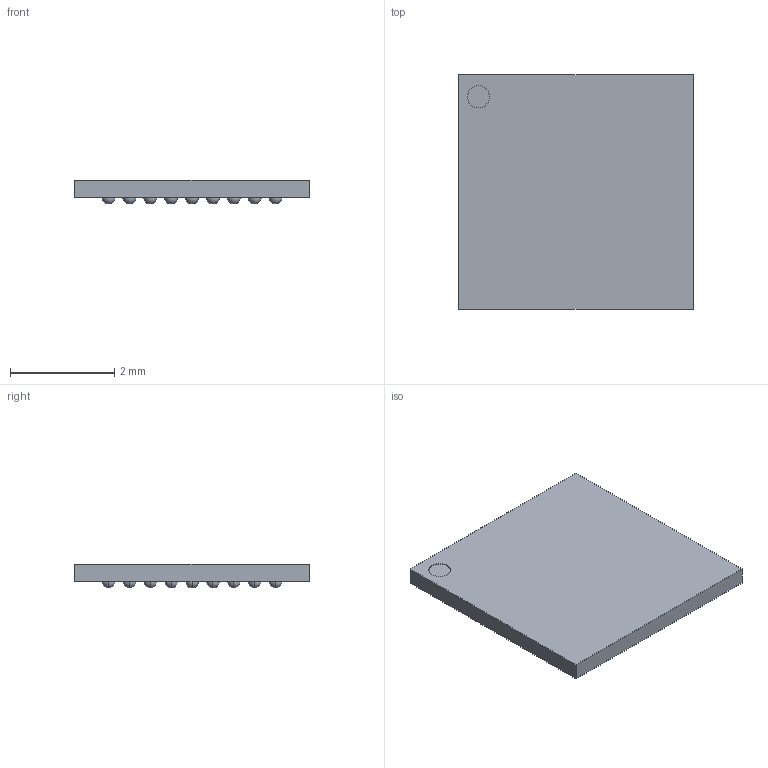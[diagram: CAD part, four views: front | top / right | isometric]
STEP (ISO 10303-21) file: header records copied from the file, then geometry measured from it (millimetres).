
FILE_DESCRIPTION (( 'STEP AP214' ), '1' );
FILE_NAME ('INTEL_WBGA81-4.5x4.5x0.46.STEP', '2021-12-17T18:48:55', ( '' ), ( '' ), 'SwSTEP 2.0', 'SolidWorks 2019', '' );
FILE_SCHEMA (( 'AUTOMOTIVE_DESIGN' ));
Length unit declared in the file: millimetre
Products named in the file (1): INTEL_WBGA81-4.5x4.5x0.46
Bounding box: 4.5 x 4.5 x 0.46 mm (x, y, z)
Volume: 7 mm3; surface area: 50.9 mm2
Topology: 1 solids, 1 shells, 414 faces, 828 edges, 498 vertices
Faces by surface type: cylinder 164, torus 162, plane 88
Entity records: 13701 total; most frequent: DIRECTION 2310, CARTESIAN_POINT 1741, ORIENTED_EDGE 1656, AXIS2_PLACEMENT_3D 1067, EDGE_CURVE 828, CIRCLE 652, VERTEX_POINT 498, EDGE_LOOP 496
